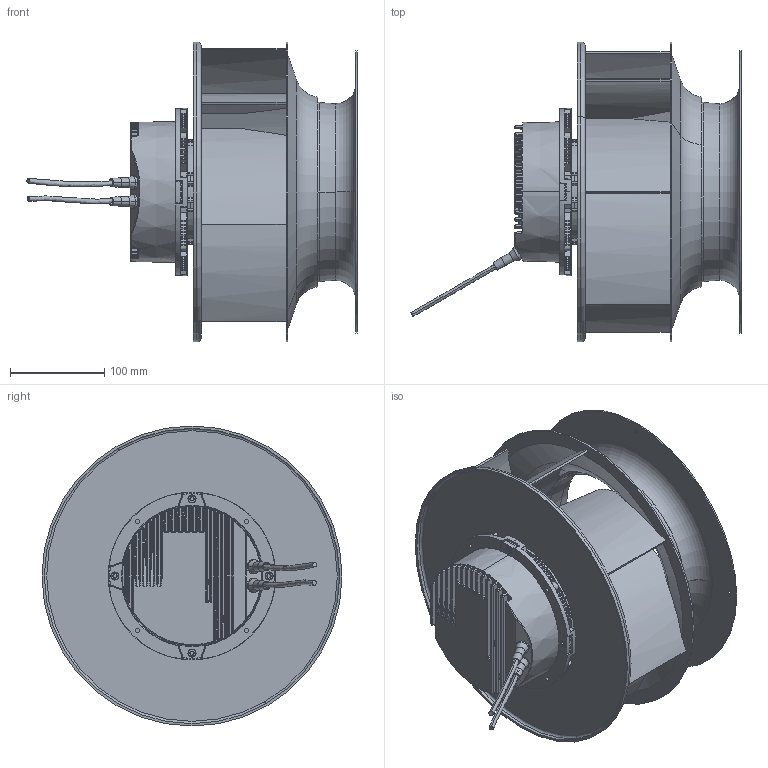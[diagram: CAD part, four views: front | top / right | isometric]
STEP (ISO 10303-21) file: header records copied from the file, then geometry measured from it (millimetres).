
FILE_DESCRIPTION((''),'2;1');
FILE_NAME('ASM0019_ASM','2017-11-06T',('CHESTER.YAN'),(''),'CREO PARAMETRIC BY PTC INC, 2015080','CREO PARAMETRIC BY PTC INC, 2015080','');
FILE_SCHEMA(('CONFIG_CONTROL_DESIGN'));
Products named in the file (7): PRT0012_1_2_1_1; PRT0012_1_ASM_1_1_ASM; ASM0013_ASM_1_ASM_1_1_ASM; ASM0014_ASM_1_1_ASM; PRT0015; 031_20R_NOZZLE_N1; ASM0019_ASM
Assembly tree (6 placements, depth 5):
  ASM0019_ASM
    ASM0014_ASM_1_1_ASM
      ASM0013_ASM_1_ASM_1_1_ASM
        PRT0012_1_ASM_1_1_ASM
          PRT0012_1_2_1_1
    PRT0015
    031_20R_NOZZLE_N1
Bounding box: 351.08 x 319 x 319 mm (x, y, z)
Volume: 1327020.2 mm3; surface area: 860720.9 mm2
Topology: 3 solids, 8 shells, 2415 faces, 6434 edges, 3938 vertices
Faces by surface type: cylinder 799, plane 532, torus 443, bspline 328, cone 214, sphere 99
Entity records: 99660 total; most frequent: CARTESIAN_POINT 42914, ORIENTED_EDGE 12475, DIRECTION 11298, EDGE_CURVE 6340, AXIS2_PLACEMENT_3D 4760, VERTEX_POINT 3938, CIRCLE 2656, EDGE_LOOP 2540
